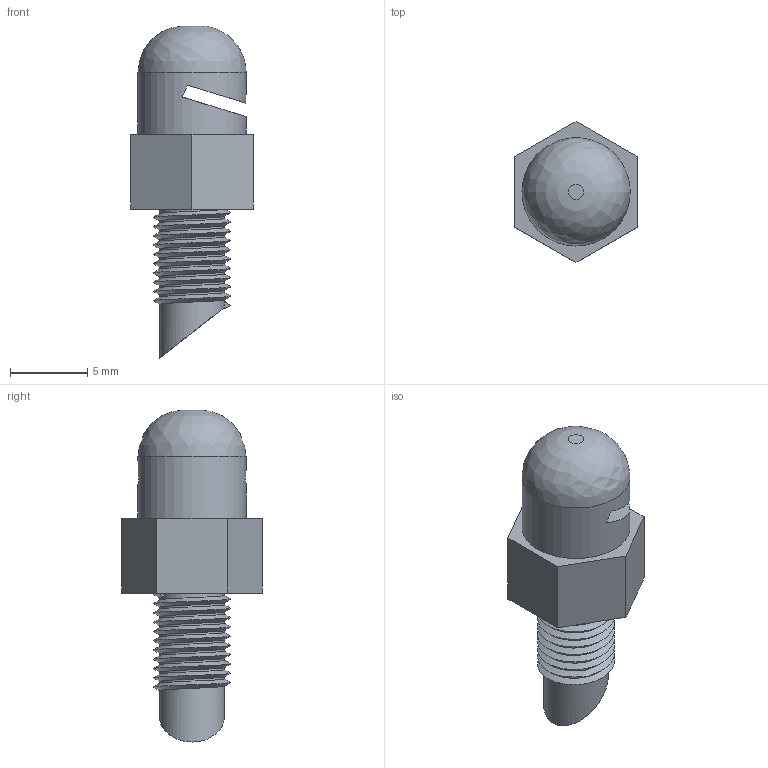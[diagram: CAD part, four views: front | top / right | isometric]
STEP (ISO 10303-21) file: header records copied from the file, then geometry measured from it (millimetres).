
FILE_DESCRIPTION(/* description */ (''),/* implementation_level */ '2;1');
FILE_NAME(/* name */ 'AZT nozzle.stp',/* time_stamp */ '2023-07-09T20:33:00+03:00',/* author */ (''),/* organization */ (''),/* preprocessor_version */ 'ST-DEVELOPER v19.3',/* originating_system */ 'SIEMENS PLM Software NX2212.1700',/* authorisation */ '');
FILE_SCHEMA (('AUTOMOTIVE_DESIGN { 1 0 10303 214 3 1 1 1 }'));
Length unit declared in the file: millimetre
Products named in the file (1): AZT nozzle
Bounding box: 7.9 x 9.12 x 21.49 mm (x, y, z)
Volume: 555.1 mm3; surface area: 806 mm2
Topology: 2 solids, 2 shells, 26 faces, 65 edges, 43 vertices
Faces by surface type: plane 16, cylinder 5, bspline 3, sphere 1, cone 1
Full cylindrical faces by diameter (mm): 1.75 x1, 2 x1, 4.2 x1, 7 x1
Entity records: 2518 total; most frequent: CARTESIAN_POINT 1970, DIRECTION 106, ORIENTED_EDGE 94, EDGE_CURVE 47, AXIS2_PLACEMENT_3D 42, EDGE_LOOP 35, VERTEX_POINT 34, ADVANCED_FACE 25
